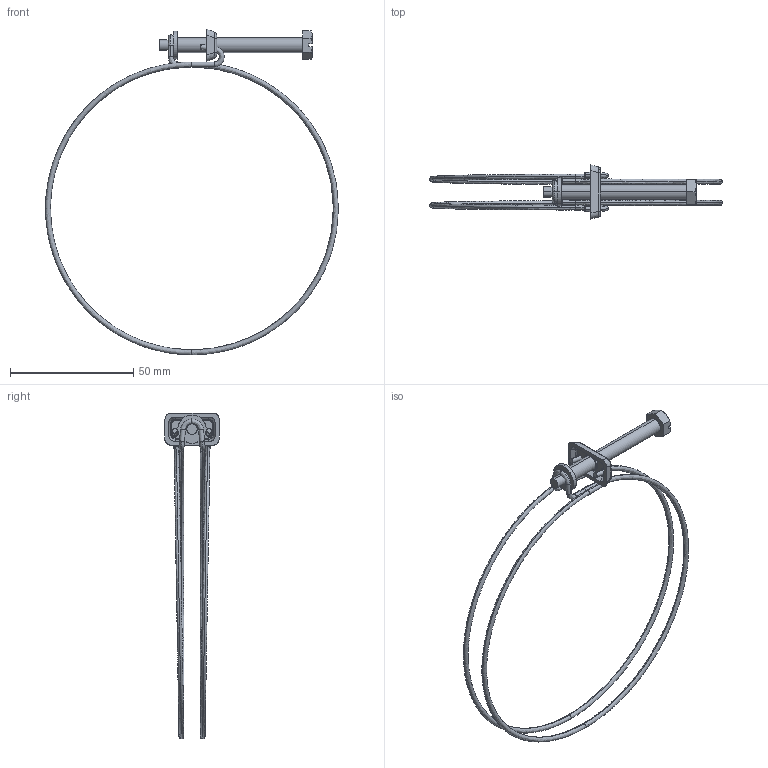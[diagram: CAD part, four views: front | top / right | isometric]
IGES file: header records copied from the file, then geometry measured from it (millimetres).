
Start section: JAMA-IS VERSION  1.0
Global section: file name: unknown; native system: SolidMX; preprocessor: V1.20; author: unknown; organization: unknown; date: 051214.122631; units: millimetre
Bounding box: 118.95 x 22 x 132.35 mm (x, y, z)
Surface area: 7583.8 mm2 (no closed solid volume)
Topology: 0 solids, 0 shells, 126 faces, 869 edges, 867 vertices
Faces by surface type: bspline 126
